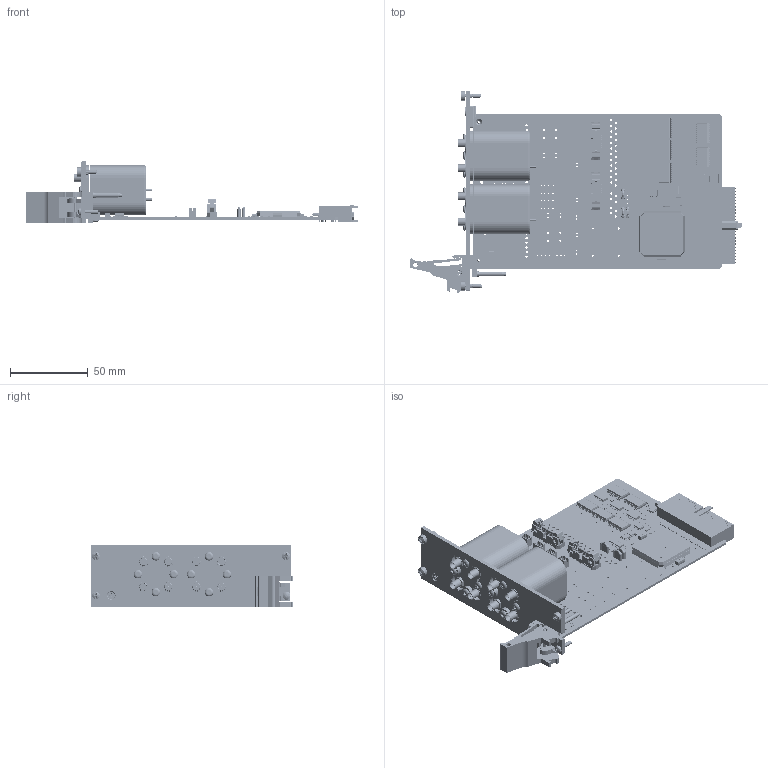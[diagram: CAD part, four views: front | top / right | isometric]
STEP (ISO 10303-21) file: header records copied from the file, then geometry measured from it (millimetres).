
FILE_DESCRIPTION (( 'STEP AP214' ), '1' );
FILE_NAME ('40-782-532 PXI 2x26.5GHz Transfer SW Module.STEP', '2013-09-09T10:20:50', ( 'admin' ), ( '' ), 'SwSTEP 2.0', 'SolidWorks 2012', '' );
FILE_SCHEMA (( 'AUTOMOTIVE_DESIGN' ));
Length unit declared in the file: millimetre
Products named in the file (1): 40-782-532 PXI 2x26.5GHz Transfer SW Module
Bounding box: 214.01 x 129.87 x 40 mm (x, y, z)
Surface area: 81554.2 mm2 (no closed solid volume)
Topology: 0 solids, 614 shells, 4578 faces, 19384 edges, 14830 vertices
Faces by surface type: plane 3457, cylinder 961, torus 90, bspline 37, cone 24, sphere 9
Full cylindrical faces by diameter (mm): 0.5 x9, 0.6 x110, 0.75 x56, 0.8 x17, 0.9 x13, 0.92 x4, 0.98 x1, 0.996 x7, 1 x16, 1.2 x8, 1.3 x8, 1.496 x2, 1.5 x63, 1.519 x2, 2 x8, 2.05 x1, 2.3 x2, 2.497 x1, 2.5 x6, 2.6 x1, 2.7 x1, 2.8 x1, 3 x3, 4.5 x8, 4.7 x1, 5 x6, 5.1 x8, 5.3 x3, 5.5 x8, 5.9 x1
Entity records: 253009 total; most frequent: CARTESIAN_POINT 49374, DIRECTION 30975, ORIENTED_EDGE 25763, EDGE_CURVE 18818, VERTEX_POINT 14714, VECTOR 14325, LINE 14325, AXIS2_PLACEMENT_3D 8325
